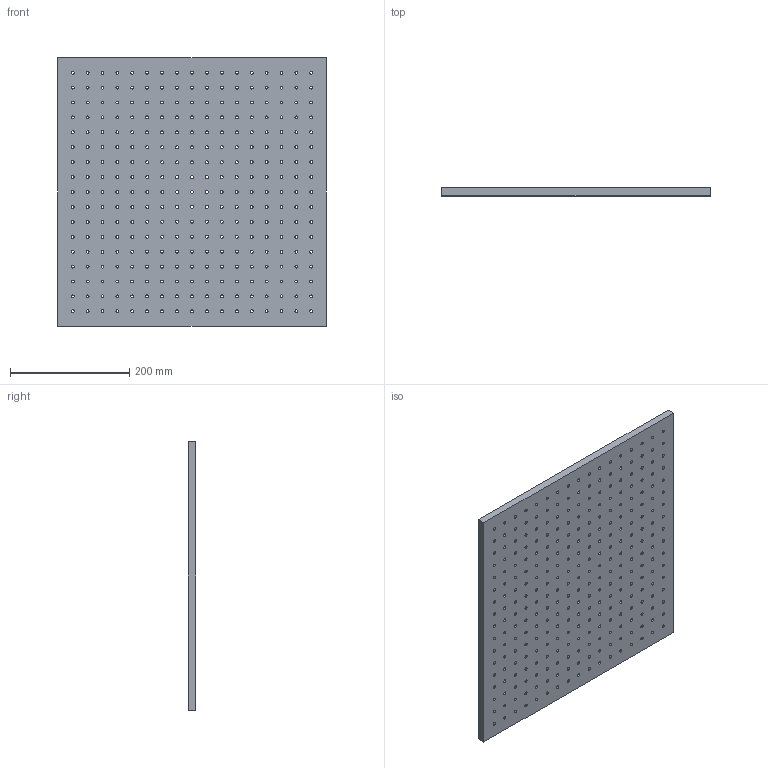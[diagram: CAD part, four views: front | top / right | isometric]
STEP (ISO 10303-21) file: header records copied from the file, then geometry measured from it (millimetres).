
FILE_DESCRIPTION (( 'STEP AP203' ), '1' );
FILE_NAME ('516006.STEP', '2024-04-22T01:26:43', ( '' ), ( '' ), 'SwSTEP 2.0', 'SolidWorks 2020', '' );
FILE_SCHEMA (( 'CONFIG_CONTROL_DESIGN' ));
Length unit declared in the file: millimetre
Products named in the file (1): 516006
Bounding box: 450 x 13 x 450 mm (x, y, z)
Volume: 2558731.5 mm3; surface area: 476065.8 mm2
Topology: 1 solids, 1 shells, 584 faces, 1746 edges, 1164 vertices
Faces by surface type: cylinder 578, plane 6
Entity records: 21619 total; most frequent: DIRECTION 4072, CARTESIAN_POINT 3495, ORIENTED_EDGE 3492, EDGE_CURVE 1746, AXIS2_PLACEMENT_3D 1741, VERTEX_POINT 1164, EDGE_LOOP 1162, CIRCLE 1156
